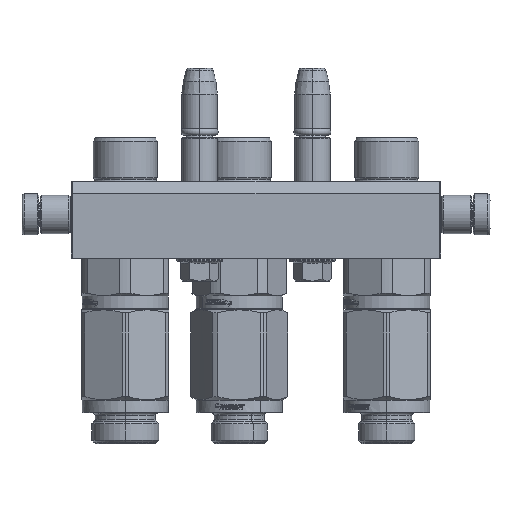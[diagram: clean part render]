
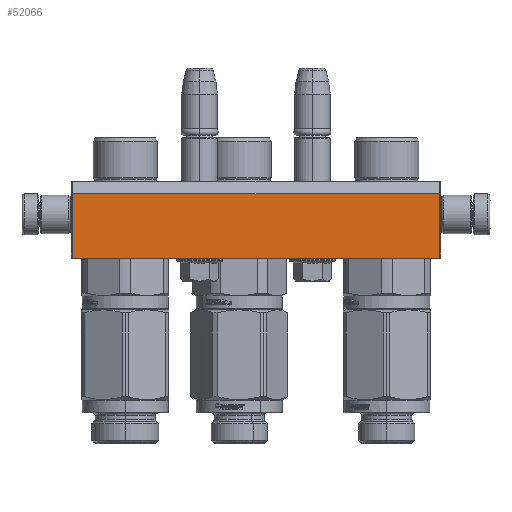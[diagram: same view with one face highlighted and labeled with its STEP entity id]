
A CAD part, left-side view. The second image highlights one B-rep face of the part: STEP entity #52066.
In plain terms, the highlighted face is planar.
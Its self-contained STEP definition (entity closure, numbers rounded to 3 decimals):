
#3516 = DIRECTION ( 'NONE',  ( 0., 1., 0. ) ) ;
#4462 = ORIENTED_EDGE ( 'NONE', *, *, #46700, .F. ) ;
#4659 = CARTESIAN_POINT ( 'NONE',  ( 143.5, 30., -90. ) ) ;
#5095 = LINE ( 'NONE', #36986, #25379 ) ;
#7466 = DIRECTION ( 'NONE',  ( 0., 0., -1. ) ) ;
#10739 = CARTESIAN_POINT ( 'NONE',  ( 143.5, 5., -90. ) ) ;
#12546 = VERTEX_POINT ( 'NONE', #52416 ) ;
#12581 = CARTESIAN_POINT ( 'NONE',  ( 143.5, 5., -90. ) ) ;
#14051 = VERTEX_POINT ( 'NONE', #30617 ) ;
#14430 = LINE ( 'NONE', #63043, #35568 ) ;
#18590 = EDGE_CURVE ( 'NONE', #45163, #49247, #24720, .T. ) ;
#21728 = ORIENTED_EDGE ( 'NONE', *, *, #18590, .F. ) ;
#23101 = PLANE ( 'NONE',  #46143 ) ;
#24720 = LINE ( 'NONE', #10739, #62569 ) ;
#25379 = VECTOR ( 'NONE', #42622, 1000. ) ;
#27139 = EDGE_CURVE ( 'NONE', #14051, #12546, #14430, .T. ) ;
#29482 = DIRECTION ( 'NONE',  ( -1., 0., 0. ) ) ;
#29620 = ORIENTED_EDGE ( 'NONE', *, *, #34079, .T. ) ;
#30617 = CARTESIAN_POINT ( 'NONE',  ( 0.5, 5., -90. ) ) ;
#33562 = DIRECTION ( 'NONE',  ( -1., 0., 0. ) ) ;
#33762 = EDGE_LOOP ( 'NONE', ( #4462, #21728, #29620, #64641 ) ) ;
#34079 = EDGE_CURVE ( 'NONE', #45163, #14051, #5095, .T. ) ;
#35568 = VECTOR ( 'NONE', #3516, 1000. ) ;
#36986 = CARTESIAN_POINT ( 'NONE',  ( 143.5, 5., -90. ) ) ;
#39373 = FACE_OUTER_BOUND ( 'NONE', #33762, .T. ) ;
#42426 = VECTOR ( 'NONE', #33562, 1000. ) ;
#42622 = DIRECTION ( 'NONE',  ( -1., 0., 0. ) ) ;
#45163 = VERTEX_POINT ( 'NONE', #12581 ) ;
#46143 = AXIS2_PLACEMENT_3D ( 'NONE', #55551, #7466, #29482 ) ;
#46700 = EDGE_CURVE ( 'NONE', #49247, #12546, #56719, .T. ) ;
#49247 = VERTEX_POINT ( 'NONE', #4659 ) ;
#52066 = ADVANCED_FACE ( 'NONE', ( #39373 ), #23101, .T. ) ;
#52416 = CARTESIAN_POINT ( 'NONE',  ( 0.5, 30., -90. ) ) ;
#54704 = CARTESIAN_POINT ( 'NONE',  ( 143.5, 30., -90. ) ) ;
#55551 = CARTESIAN_POINT ( 'NONE',  ( 144., 0., -90. ) ) ;
#56719 = LINE ( 'NONE', #54704, #42426 ) ;
#62569 = VECTOR ( 'NONE', #64454, 1000. ) ;
#63043 = CARTESIAN_POINT ( 'NONE',  ( 0.5, 5., -90. ) ) ;
#64454 = DIRECTION ( 'NONE',  ( 0., 1., 0. ) ) ;
#64641 = ORIENTED_EDGE ( 'NONE', *, *, #27139, .T. ) ;
